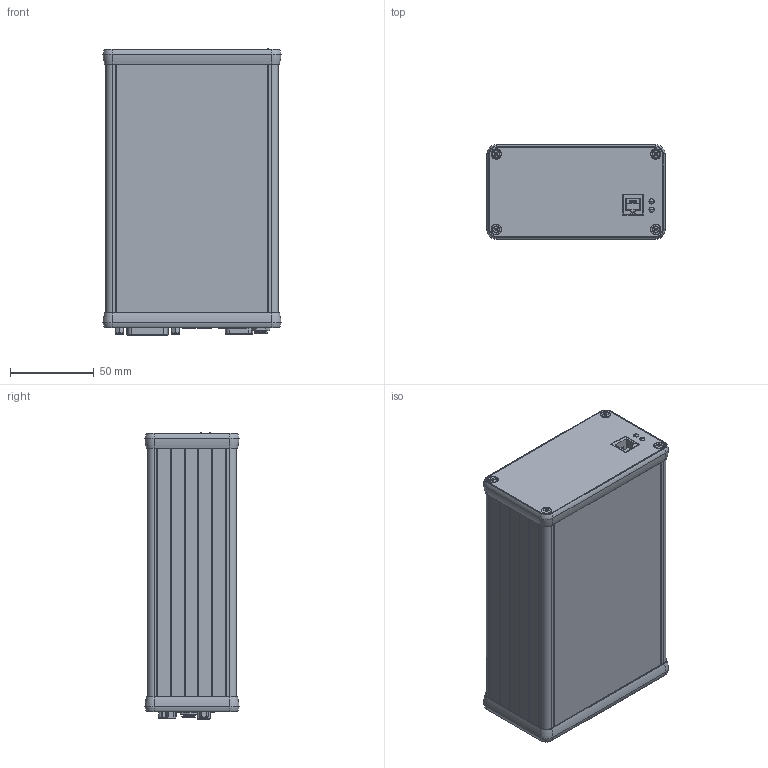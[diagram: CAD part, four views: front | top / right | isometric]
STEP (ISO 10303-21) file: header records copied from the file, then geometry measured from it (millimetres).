
FILE_DESCRIPTION (( 'STEP AP214' ), '1' );
FILE_NAME ('SMD4-GA.STEP', '2023-05-15T13:49:38', ( '' ), ( '' ), 'SwSTEP 2.0', 'SolidWorks 2023', '' );
FILE_SCHEMA (( 'AUTOMOTIVE_DESIGN' ));
Length unit declared in the file: millimetre
Products named in the file (1): SMD4-GA
Bounding box: 106.13 x 56.13 x 170.62 mm (x, y, z)
Volume: 141016.8 mm3; surface area: 185511.7 mm2
Topology: 31 solids, 31 shells, 4634 faces, 12683 edges, 8184 vertices
Faces by surface type: plane 2639, cylinder 1348, cone 281, bspline 242, torus 100, sphere 24
Entity records: 169027 total; most frequent: CARTESIAN_POINT 52726, ORIENTED_EDGE 25318, DIRECTION 22570, EDGE_CURVE 12659, VECTOR 8602, LINE 8602, VERTEX_POINT 8178, AXIS2_PLACEMENT_3D 6984
